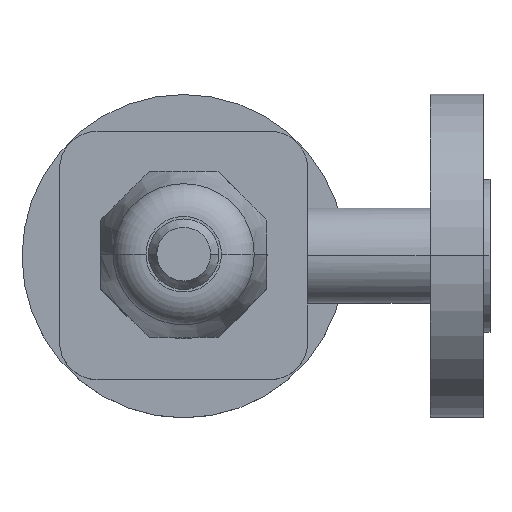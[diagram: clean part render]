
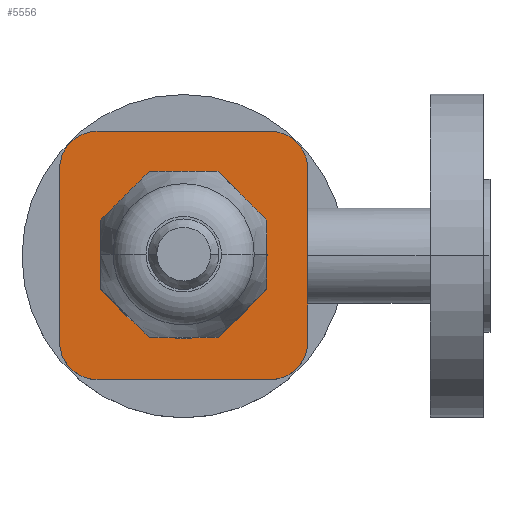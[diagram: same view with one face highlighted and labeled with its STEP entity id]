
A CAD part, top view. The second image highlights one B-rep face of the part: STEP entity #5556.
In plain terms, the highlighted planar face has unit normal (0, 0, 1).
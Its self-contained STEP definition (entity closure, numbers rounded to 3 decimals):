
#5360=CARTESIAN_POINT('',(25.456,36.456,143.73));
#5361=VERTEX_POINT('',#5360);
#5368=CARTESIAN_POINT('',(36.456,25.456,143.73));
#5369=VERTEX_POINT('',#5368);
#5370=CARTESIAN_POINT('',(25.456,25.456,143.73));
#5371=DIRECTION('',(-0.,-0.,1.));
#5372=DIRECTION('',(1.,0.,0.));
#5373=AXIS2_PLACEMENT_3D('',#5370,#5371,#5372);
#5374=CIRCLE('',#5373,11.);
#5375=EDGE_CURVE('',#5369,#5361,#5374,.T.);
#5393=CARTESIAN_POINT('',(36.456,-25.456,143.73));
#5394=VERTEX_POINT('',#5393);
#5395=CARTESIAN_POINT('',(36.456,-25.456,143.73));
#5396=DIRECTION('',(-0.,1.,0.));
#5397=VECTOR('',#5396,50.912);
#5398=LINE('',#5395,#5397);
#5399=EDGE_CURVE('',#5394,#5369,#5398,.T.);
#5417=CARTESIAN_POINT('',(25.456,-36.456,143.73));
#5418=VERTEX_POINT('',#5417);
#5419=CARTESIAN_POINT('',(25.456,-25.456,143.73));
#5420=DIRECTION('',(-0.,-0.,1.));
#5421=DIRECTION('',(0.,-1.,-0.));
#5422=AXIS2_PLACEMENT_3D('',#5419,#5420,#5421);
#5423=CIRCLE('',#5422,11.);
#5424=EDGE_CURVE('',#5418,#5394,#5423,.T.);
#5442=CARTESIAN_POINT('',(-25.456,-36.456,143.73));
#5443=VERTEX_POINT('',#5442);
#5444=CARTESIAN_POINT('',(-25.456,-36.456,143.73));
#5445=DIRECTION('',(1.,-0.,-0.));
#5446=VECTOR('',#5445,50.912);
#5447=LINE('',#5444,#5446);
#5448=EDGE_CURVE('',#5443,#5418,#5447,.T.);
#5466=CARTESIAN_POINT('',(-36.456,-25.456,143.73));
#5467=VERTEX_POINT('',#5466);
#5468=CARTESIAN_POINT('',(-25.456,-25.456,143.73));
#5469=DIRECTION('',(-0.,-0.,1.));
#5470=DIRECTION('',(-1.,0.,0.));
#5471=AXIS2_PLACEMENT_3D('',#5468,#5469,#5470);
#5472=CIRCLE('',#5471,11.);
#5473=EDGE_CURVE('',#5467,#5443,#5472,.T.);
#5490=CARTESIAN_POINT('',(-25.456,36.456,143.73));
#5491=VERTEX_POINT('',#5490);
#5498=CARTESIAN_POINT('',(25.456,36.456,143.73));
#5499=DIRECTION('',(-1.,-0.,-0.));
#5500=VECTOR('',#5499,50.912);
#5501=LINE('',#5498,#5500);
#5502=EDGE_CURVE('',#5361,#5491,#5501,.T.);
#5508=CARTESIAN_POINT('',(36.25,-0.,143.73));
#5509=DIRECTION('',(0.,-0.,1.));
#5510=DIRECTION('',(1.,0.,-0.));
#5511=AXIS2_PLACEMENT_3D('',#5508,#5509,#5510);
#5512=PLANE('',#5511);
#5513=ORIENTED_EDGE('',*,*,#5473,.T.);
#5514=ORIENTED_EDGE('',*,*,#5448,.T.);
#5515=ORIENTED_EDGE('',*,*,#5424,.T.);
#5516=ORIENTED_EDGE('',*,*,#5399,.T.);
#5517=ORIENTED_EDGE('',*,*,#5375,.T.);
#5518=ORIENTED_EDGE('',*,*,#5502,.T.);
#5519=CARTESIAN_POINT('',(-36.456,25.456,143.73));
#5520=VERTEX_POINT('',#5519);
#5521=CARTESIAN_POINT('',(-25.456,25.456,143.73));
#5522=DIRECTION('',(-0.,-0.,1.));
#5523=DIRECTION('',(0.,1.,0.));
#5524=AXIS2_PLACEMENT_3D('',#5521,#5522,#5523);
#5525=CIRCLE('',#5524,11.);
#5526=EDGE_CURVE('',#5491,#5520,#5525,.T.);
#5527=ORIENTED_EDGE('',*,*,#5526,.T.);
#5528=CARTESIAN_POINT('',(-36.456,25.456,143.73));
#5529=DIRECTION('',(0.,-1.,-0.));
#5530=VECTOR('',#5529,50.912);
#5531=LINE('',#5528,#5530);
#5532=EDGE_CURVE('',#5520,#5467,#5531,.T.);
#5533=ORIENTED_EDGE('',*,*,#5532,.T.);
#5534=EDGE_LOOP('',(#5513,#5514,#5515,#5516,#5517,#5518,#5527,#5533));
#5535=FACE_BOUND('',#5534,.T.);
#5536=CARTESIAN_POINT('',(-24.5,-0.,143.73));
#5537=VERTEX_POINT('',#5536);
#5538=CARTESIAN_POINT('',(24.5,-0.,143.73));
#5539=VERTEX_POINT('',#5538);
#5540=CARTESIAN_POINT('',(0.,-0.,143.73));
#5541=DIRECTION('',(-0.,-0.,1.));
#5542=DIRECTION('',(1.,0.,0.));
#5543=AXIS2_PLACEMENT_3D('',#5540,#5541,#5542);
#5544=CIRCLE('',#5543,24.5);
#5545=EDGE_CURVE('',#5537,#5539,#5544,.T.);
#5546=ORIENTED_EDGE('',*,*,#5545,.F.);
#5547=CARTESIAN_POINT('',(0.,-0.,143.73));
#5548=DIRECTION('',(-0.,-0.,1.));
#5549=DIRECTION('',(1.,0.,0.));
#5550=AXIS2_PLACEMENT_3D('',#5547,#5548,#5549);
#5551=CIRCLE('',#5550,24.5);
#5552=EDGE_CURVE('',#5539,#5537,#5551,.T.);
#5553=ORIENTED_EDGE('',*,*,#5552,.F.);
#5554=EDGE_LOOP('',(#5546,#5553));
#5555=FACE_BOUND('',#5554,.T.);
#5556=ADVANCED_FACE('',(#5535,#5555),#5512,.T.);
